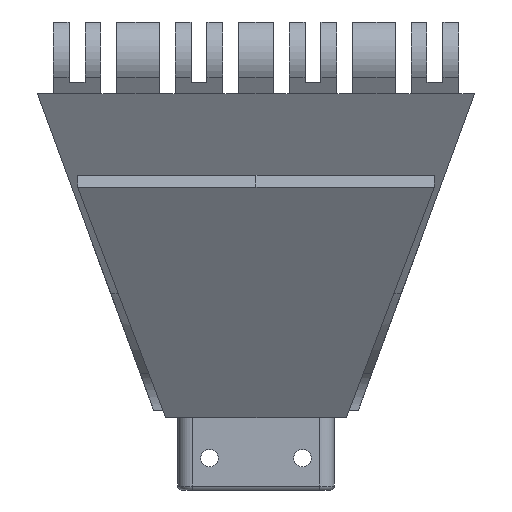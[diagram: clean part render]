
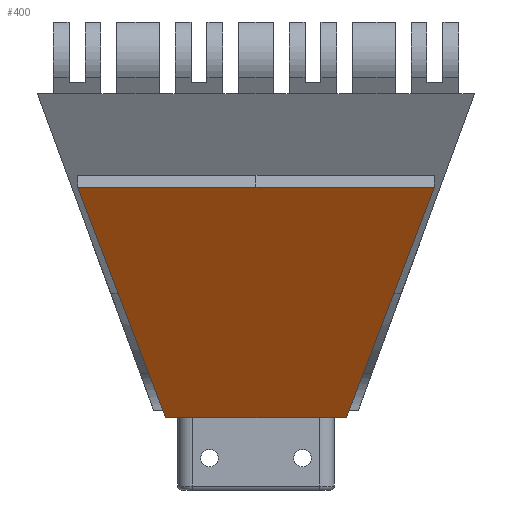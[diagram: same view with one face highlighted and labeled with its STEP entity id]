
A CAD part, front view. The second image highlights one B-rep face of the part: STEP entity #400.
In plain terms, the highlighted planar face has unit normal (0, -0.839, -0.543).
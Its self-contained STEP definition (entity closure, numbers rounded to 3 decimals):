
#329=CARTESIAN_POINT('Axis2P3D Location',(0.,20.324,-129.926)) ;
#334=CARTESIAN_POINT('Line Origine',(11.209,-34.667,-44.993)) ;
#338=CARTESIAN_POINT('Vertex',(0.,-34.667,-44.993)) ;
#340=CARTESIAN_POINT('Vertex',(22.417,-34.667,-44.993)) ;
#343=CARTESIAN_POINT('Line Origine',(-11.209,-34.667,-44.993)) ;
#347=CARTESIAN_POINT('Vertex',(-22.417,-34.667,-44.993)) ;
#350=CARTESIAN_POINT('Line Origine',(-19.534,-29.777,-52.545)) ;
#354=CARTESIAN_POINT('Vertex',(-16.651,-24.888,-60.096)) ;
#357=CARTESIAN_POINT('Line Origine',(-14.007,-20.404,-67.022)) ;
#361=CARTESIAN_POINT('Vertex',(-11.363,-15.919,-73.948)) ;
#364=CARTESIAN_POINT('Line Origine',(-5.682,-15.919,-73.948)) ;
#368=CARTESIAN_POINT('Vertex',(0.,-15.919,-73.948)) ;
#371=CARTESIAN_POINT('Line Origine',(5.682,-15.919,-73.948)) ;
#375=CARTESIAN_POINT('Vertex',(11.363,-15.919,-73.948)) ;
#378=CARTESIAN_POINT('Line Origine',(14.007,-20.404,-67.022)) ;
#382=CARTESIAN_POINT('Vertex',(16.651,-24.888,-60.096)) ;
#385=CARTESIAN_POINT('Line Origine',(19.534,-29.777,-52.545)) ;
#330=DIRECTION('Axis2P3D Direction',(0.,0.839,0.543)) ;
#331=DIRECTION('Axis2P3D XDirection',(-1.,0.,0.)) ;
#335=DIRECTION('Vector Direction',(1.,0.,0.)) ;
#344=DIRECTION('Vector Direction',(-1.,0.,0.)) ;
#351=DIRECTION('Vector Direction',(0.305,0.518,-0.799)) ;
#358=DIRECTION('Vector Direction',(0.305,0.518,-0.799)) ;
#365=DIRECTION('Vector Direction',(1.,0.,0.)) ;
#372=DIRECTION('Vector Direction',(-1.,0.,0.)) ;
#379=DIRECTION('Vector Direction',(-0.305,0.518,-0.799)) ;
#386=DIRECTION('Vector Direction',(-0.305,0.518,-0.799)) ;
#332=AXIS2_PLACEMENT_3D('Plane Axis2P3D',#329,#330,#331) ;
#391=ORIENTED_EDGE('',*,*,#342,.F.) ;
#392=ORIENTED_EDGE('',*,*,#349,.F.) ;
#393=ORIENTED_EDGE('',*,*,#356,.F.) ;
#394=ORIENTED_EDGE('',*,*,#363,.F.) ;
#395=ORIENTED_EDGE('',*,*,#370,.F.) ;
#396=ORIENTED_EDGE('',*,*,#377,.F.) ;
#397=ORIENTED_EDGE('',*,*,#384,.F.) ;
#398=ORIENTED_EDGE('',*,*,#389,.F.) ;
#336=VECTOR('Line Direction',#335,1.) ;
#345=VECTOR('Line Direction',#344,1.) ;
#352=VECTOR('Line Direction',#351,1.) ;
#359=VECTOR('Line Direction',#358,1.) ;
#366=VECTOR('Line Direction',#365,1.) ;
#373=VECTOR('Line Direction',#372,1.) ;
#380=VECTOR('Line Direction',#379,1.) ;
#387=VECTOR('Line Direction',#386,1.) ;
#400=ADVANCED_FACE('Corps principal',(#399),#333,.F.) ;
#342=EDGE_CURVE('',#339,#341,#337,.T.) ;
#349=EDGE_CURVE('',#348,#339,#346,.F.) ;
#356=EDGE_CURVE('',#355,#348,#353,.F.) ;
#363=EDGE_CURVE('',#362,#355,#360,.F.) ;
#370=EDGE_CURVE('',#369,#362,#367,.F.) ;
#377=EDGE_CURVE('',#376,#369,#374,.T.) ;
#384=EDGE_CURVE('',#383,#376,#381,.T.) ;
#389=EDGE_CURVE('',#341,#383,#388,.T.) ;
#390=EDGE_LOOP('',(#391,#392,#393,#394,#395,#396,#397,#398)) ;
#399=FACE_OUTER_BOUND('',#390,.T.) ;
#337=LINE('Line',#334,#336) ;
#346=LINE('Line',#343,#345) ;
#353=LINE('Line',#350,#352) ;
#360=LINE('Line',#357,#359) ;
#367=LINE('Line',#364,#366) ;
#374=LINE('Line',#371,#373) ;
#381=LINE('Line',#378,#380) ;
#388=LINE('Line',#385,#387) ;
#333=PLANE('',#332) ;
#339=VERTEX_POINT('',#338) ;
#341=VERTEX_POINT('',#340) ;
#348=VERTEX_POINT('',#347) ;
#355=VERTEX_POINT('',#354) ;
#362=VERTEX_POINT('',#361) ;
#369=VERTEX_POINT('',#368) ;
#376=VERTEX_POINT('',#375) ;
#383=VERTEX_POINT('',#382) ;
